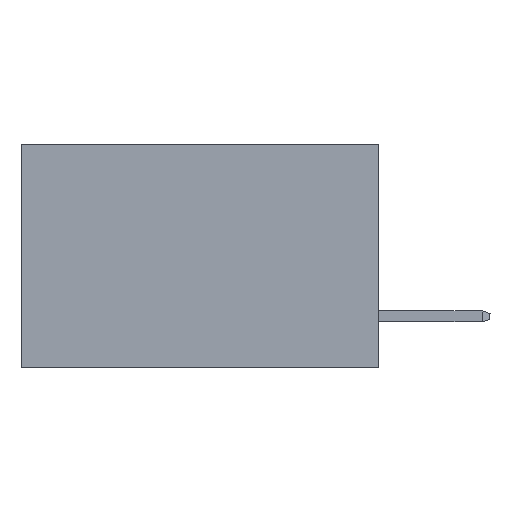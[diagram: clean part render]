
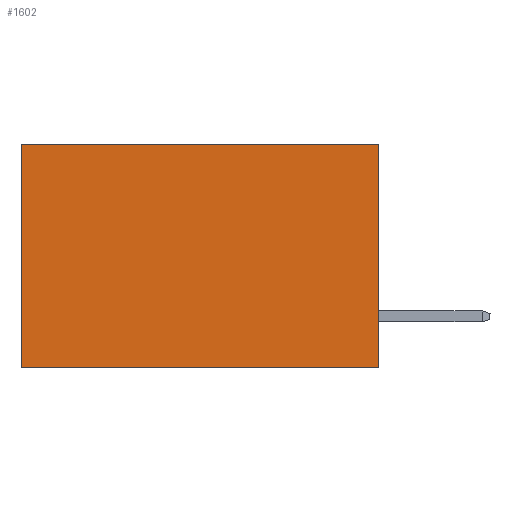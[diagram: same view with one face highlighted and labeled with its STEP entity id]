
A CAD part, left-side view. The second image highlights one B-rep face of the part: STEP entity #1602.
In plain terms, the highlighted planar face has unit normal (-1, 0, 0).
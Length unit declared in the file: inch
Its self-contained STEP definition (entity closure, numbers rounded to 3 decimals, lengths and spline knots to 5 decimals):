
#80 = LINE ( 'NONE', #8097, #5011 ) ;
#259 = ORIENTED_EDGE ( 'NONE', *, *, #9431, .F. ) ;
#1376 = CARTESIAN_POINT ( 'NONE',  ( 0.277, 0., -0.37 ) ) ;
#1578 = CARTESIAN_POINT ( 'NONE',  ( 0.277, 0., 0. ) ) ;
#1602 = ADVANCED_FACE ( 'NONE', ( #1923 ), #6235, .F. ) ;
#1636 = EDGE_CURVE ( 'NONE', #3273, #1976, #3945, .T. ) ;
#1691 = ORIENTED_EDGE ( 'NONE', *, *, #1636, .T. ) ;
#1923 = FACE_OUTER_BOUND ( 'NONE', #11456, .T. ) ;
#1976 = VERTEX_POINT ( 'NONE', #8482 ) ;
#1991 = DIRECTION ( 'NONE',  ( 0., 1., 0. ) ) ;
#3085 = AXIS2_PLACEMENT_3D ( 'NONE', #8443, #7217, #3872 ) ;
#3273 = VERTEX_POINT ( 'NONE', #8360 ) ;
#3341 = LINE ( 'NONE', #10220, #5488 ) ;
#3861 = CARTESIAN_POINT ( 'NONE',  ( 0.277, 0., 0. ) ) ;
#3872 = DIRECTION ( 'NONE',  ( 0., 0., -1. ) ) ;
#3945 = LINE ( 'NONE', #11285, #6155 ) ;
#4814 = VERTEX_POINT ( 'NONE', #3861 ) ;
#5011 = VECTOR ( 'NONE', #8853, 39.37008 ) ;
#5488 = VECTOR ( 'NONE', #10200, 39.37008 ) ;
#5692 = EDGE_CURVE ( 'NONE', #4814, #6392, #80, .T. ) ;
#5780 = ORIENTED_EDGE ( 'NONE', *, *, #5692, .F. ) ;
#6155 = VECTOR ( 'NONE', #10506, 39.37008 ) ;
#6235 = PLANE ( 'NONE',  #3085 ) ;
#6392 = VERTEX_POINT ( 'NONE', #1376 ) ;
#7217 = DIRECTION ( 'NONE',  ( 1., 0., 0. ) ) ;
#8097 = CARTESIAN_POINT ( 'NONE',  ( 0.277, 0., -0.37 ) ) ;
#8360 = CARTESIAN_POINT ( 'NONE',  ( 0.277, 0.59, 0. ) ) ;
#8443 = CARTESIAN_POINT ( 'NONE',  ( 0.277, 0., -0.37 ) ) ;
#8482 = CARTESIAN_POINT ( 'NONE',  ( 0.277, 0.59, -0.37 ) ) ;
#8517 = EDGE_CURVE ( 'NONE', #4814, #3273, #8598, .T. ) ;
#8598 = LINE ( 'NONE', #1578, #9166 ) ;
#8853 = DIRECTION ( 'NONE',  ( 0., 0., -1. ) ) ;
#9166 = VECTOR ( 'NONE', #1991, 39.37008 ) ;
#9431 = EDGE_CURVE ( 'NONE', #6392, #1976, #3341, .T. ) ;
#10200 = DIRECTION ( 'NONE',  ( 0., 1., 0. ) ) ;
#10220 = CARTESIAN_POINT ( 'NONE',  ( 0.277, 0., -0.37 ) ) ;
#10506 = DIRECTION ( 'NONE',  ( 0., 0., -1. ) ) ;
#11099 = ORIENTED_EDGE ( 'NONE', *, *, #8517, .T. ) ;
#11285 = CARTESIAN_POINT ( 'NONE',  ( 0.277, 0.59, -0.37 ) ) ;
#11456 = EDGE_LOOP ( 'NONE', ( #1691, #259, #5780, #11099 ) ) ;
